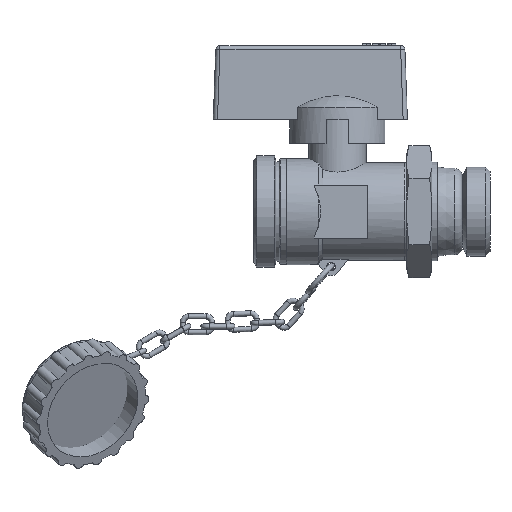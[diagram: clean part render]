
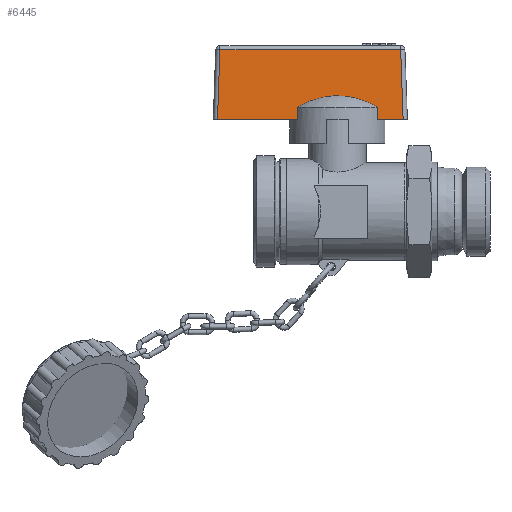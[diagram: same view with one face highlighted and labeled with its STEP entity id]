
A CAD part, top view. The second image highlights one B-rep face of the part: STEP entity #6445.
In plain terms, the highlighted face is planar.
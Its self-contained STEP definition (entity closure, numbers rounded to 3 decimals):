
#346=LINE('',#13587,#671);
#353=LINE('',#13611,#678);
#355=LINE('',#13626,#680);
#363=LINE('',#13647,#688);
#366=LINE('',#13660,#691);
#671=VECTOR('',#9204,1000.);
#678=VECTOR('',#9225,1000.);
#680=VECTOR('',#9237,1000.);
#688=VECTOR('',#9263,1000.);
#691=VECTOR('',#9272,1000.);
#829=B_SPLINE_CURVE_WITH_KNOTS('',3,(#13538,#13539,#13540,#13541,#13542,
#13543,#13544,#13545),.UNSPECIFIED.,.F.,.F.,(4,1,1,1,1,4),(0.,
0.005,0.007,0.01,0.015,
0.02),.UNSPECIFIED.);
#2656=ORIENTED_EDGE('',*,*,#3580,.F.);
#2657=ORIENTED_EDGE('',*,*,#3535,.T.);
#2658=ORIENTED_EDGE('',*,*,#3530,.T.);
#2659=ORIENTED_EDGE('',*,*,#3534,.T.);
#2660=ORIENTED_EDGE('',*,*,#3574,.F.);
#2661=ORIENTED_EDGE('',*,*,#3563,.T.);
#2662=ORIENTED_EDGE('',*,*,#3557,.T.);
#2663=ORIENTED_EDGE('',*,*,#3546,.T.);
#3530=EDGE_CURVE('',#4167,#4168,#829,.T.);
#3534=EDGE_CURVE('',#4168,#4169,#4529,.T.);
#3535=EDGE_CURVE('',#4170,#4167,#4530,.T.);
#3546=EDGE_CURVE('',#4174,#4176,#346,.T.);
#3557=EDGE_CURVE('',#4184,#4174,#353,.T.);
#3563=EDGE_CURVE('',#4187,#4184,#355,.T.);
#3574=EDGE_CURVE('',#4187,#4169,#363,.T.);
#3580=EDGE_CURVE('',#4170,#4176,#366,.T.);
#4167=VERTEX_POINT('',#13546);
#4168=VERTEX_POINT('',#13547);
#4169=VERTEX_POINT('',#13552);
#4170=VERTEX_POINT('',#13555);
#4174=VERTEX_POINT('',#13576);
#4176=VERTEX_POINT('',#13585);
#4184=VERTEX_POINT('',#13612);
#4187=VERTEX_POINT('',#13624);
#4529=CIRCLE('',#7360,5178.955);
#4530=CIRCLE('',#7361,5178.955);
#5187=EDGE_LOOP('',(#2656,#2657,#2658,#2659,#2660,#2661,#2662,#2663));
#5839=FACE_BOUND('',#5187,.T.);
#6017=PLANE('',#7400);
#6445=ADVANCED_FACE('',(#5839),#6017,.T.);
#7360=AXIS2_PLACEMENT_3D('',#13553,#9176,#9177);
#7361=AXIS2_PLACEMENT_3D('',#13554,#9178,#9179);
#7400=AXIS2_PLACEMENT_3D('',#13665,#9278,#9279);
#9176=DIRECTION('',(0.005,-0.999,0.035));
#9177=DIRECTION('',(1.,0.006,0.024));
#9178=DIRECTION('',(0.005,-0.999,0.035));
#9179=DIRECTION('',(-1.,-0.005,0.025));
#9204=DIRECTION('',(-0.035,0.035,0.999));
#9225=DIRECTION('',(-1.,-0.005,0.));
#9237=DIRECTION('',(-0.035,-0.035,-0.999));
#9263=DIRECTION('',(-1.,-0.005,0.));
#9272=DIRECTION('',(-1.,-0.005,0.));
#9278=DIRECTION('',(-0.005,0.999,-0.035));
#9279=DIRECTION('',(0.,0.035,0.999));
#13538=CARTESIAN_POINT('',(-25.985,6.503,-3.));
#13539=CARTESIAN_POINT('',(-24.54,6.482,-3.829));
#13540=CARTESIAN_POINT('',(-22.279,6.46,-4.816));
#13541=CARTESIAN_POINT('',(-19.015,6.452,-5.553));
#13542=CARTESIAN_POINT('',(-15.733,6.461,-5.81));
#13543=CARTESIAN_POINT('',(-11.586,6.506,-5.163));
#13544=CARTESIAN_POINT('',(-8.532,6.57,-3.83));
#13545=CARTESIAN_POINT('',(-7.087,6.607,-3.));
#13546=CARTESIAN_POINT('',(-25.985,6.503,-3.));
#13547=CARTESIAN_POINT('',(-7.087,6.607,-3.));
#13552=CARTESIAN_POINT('',(-7.161,6.711,0.));
#13553=CARTESIAN_POINT('',(-5184.424,-26.029,-128.269));
#13554=CARTESIAN_POINT('',(5151.4,30.39,-128.269));
#13555=CARTESIAN_POINT('',(-25.912,6.609,0.));
#13576=CARTESIAN_POINT('',(-44.229,5.931,-16.535));
#13585=CARTESIAN_POINT('',(-44.806,6.505,0.));
#13587=CARTESIAN_POINT('',(-44.807,6.507,0.034));
#13611=CARTESIAN_POINT('',(-45.189,5.926,-16.535));
#13612=CARTESIAN_POINT('',(-1.582,6.164,-16.535));
#13624=CARTESIAN_POINT('',(-1.005,6.745,0.));
#13626=CARTESIAN_POINT('',(-1.06,6.689,-1.569));
#13647=CARTESIAN_POINT('',(-45.8,6.5,0.));
#13660=CARTESIAN_POINT('',(-45.8,6.5,0.));
#13665=CARTESIAN_POINT('',(-45.8,6.5,0.));
